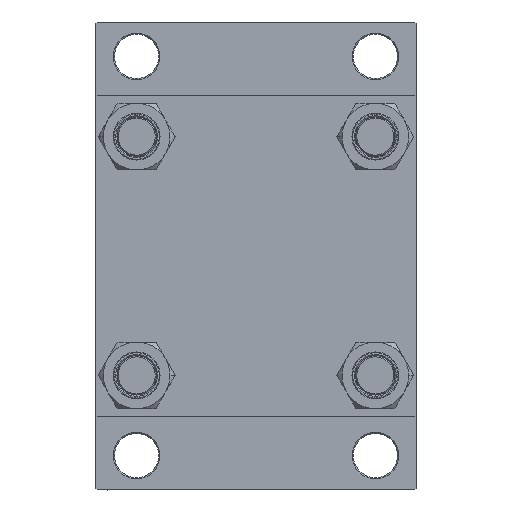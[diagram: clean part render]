
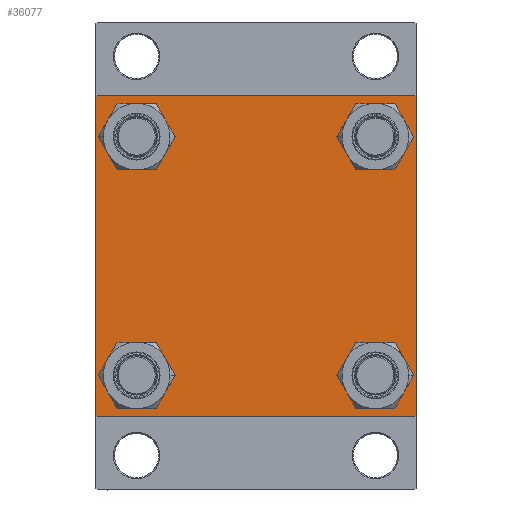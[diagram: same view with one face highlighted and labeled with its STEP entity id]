
A CAD part, left-side view. The second image highlights one B-rep face of the part: STEP entity #36077.
In plain terms, the highlighted planar face has unit normal (-1, 0, 0).
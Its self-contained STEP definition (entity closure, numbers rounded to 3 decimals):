
#376 = EDGE_CURVE ( 'NONE', #4081, #19122, #35342, .T. ) ;
#1823 = ORIENTED_EDGE ( 'NONE', *, *, #31239, .T. ) ;
#2490 = DIRECTION ( 'NONE',  ( 0., 0., 1. ) ) ;
#2872 = EDGE_CURVE ( 'NONE', #22907, #39494, #36222, .T. ) ;
#3103 = CARTESIAN_POINT ( 'NONE',  ( 0., -48.45, 48.45 ) ) ;
#3420 = CARTESIAN_POINT ( 'NONE',  ( 0., -48.45, -56.95 ) ) ;
#4081 = VERTEX_POINT ( 'NONE', #38027 ) ;
#4508 = CARTESIAN_POINT ( 'NONE',  ( 0., 48.45, 48.45 ) ) ;
#5230 = EDGE_CURVE ( 'NONE', #39499, #8595, #31403, .T. ) ;
#5274 = DIRECTION ( 'NONE',  ( 0., -1., 0. ) ) ;
#5766 = CARTESIAN_POINT ( 'NONE',  ( 0., 64.75, -64.75 ) ) ;
#6336 = EDGE_CURVE ( 'NONE', #16380, #20544, #27253, .T. ) ;
#6515 = AXIS2_PLACEMENT_3D ( 'NONE', #43906, #36919, #21946 ) ;
#6516 = DIRECTION ( 'NONE',  ( 0., -1., 0. ) ) ;
#6743 = LINE ( 'NONE', #39603, #46379 ) ;
#6964 = DIRECTION ( 'NONE',  ( -1., 0., 0. ) ) ;
#7046 = CARTESIAN_POINT ( 'NONE',  ( 0., 65., -64.5 ) ) ;
#7366 = DIRECTION ( 'NONE',  ( 0., 0.707, 0.707 ) ) ;
#7530 = CARTESIAN_POINT ( 'NONE',  ( 0., -64.75, -64.75 ) ) ;
#8024 = ORIENTED_EDGE ( 'NONE', *, *, #2872, .T. ) ;
#8055 = EDGE_LOOP ( 'NONE', ( #12880, #14303 ) ) ;
#8076 = LINE ( 'NONE', #29804, #27126 ) ;
#8133 = DIRECTION ( 'NONE',  ( 1., 0., 0. ) ) ;
#8595 = VERTEX_POINT ( 'NONE', #42614 ) ;
#9397 = FACE_BOUND ( 'NONE', #10089, .T. ) ;
#9858 = AXIS2_PLACEMENT_3D ( 'NONE', #40279, #6964, #14442 ) ;
#10026 = CIRCLE ( 'NONE', #13135, 8.5 ) ;
#10089 = EDGE_LOOP ( 'NONE', ( #40910, #43807 ) ) ;
#10592 = AXIS2_PLACEMENT_3D ( 'NONE', #35064, #23958, #13343 ) ;
#10633 = DIRECTION ( 'NONE',  ( 1., 0., 0. ) ) ;
#10768 = CARTESIAN_POINT ( 'NONE',  ( 0., -64.75, 64.75 ) ) ;
#11523 = EDGE_LOOP ( 'NONE', ( #32420, #42804 ) ) ;
#12820 = VERTEX_POINT ( 'NONE', #21090 ) ;
#12880 = ORIENTED_EDGE ( 'NONE', *, *, #45290, .T. ) ;
#13065 = VERTEX_POINT ( 'NONE', #44463 ) ;
#13135 = AXIS2_PLACEMENT_3D ( 'NONE', #36051, #20846, #2490 ) ;
#13343 = DIRECTION ( 'NONE',  ( 0., 0., 1. ) ) ;
#13767 = CARTESIAN_POINT ( 'NONE',  ( 0., -65., -64.5 ) ) ;
#14263 = DIRECTION ( 'NONE',  ( 0., 0., 1. ) ) ;
#14291 = EDGE_CURVE ( 'NONE', #20894, #39728, #26374, .T. ) ;
#14303 = ORIENTED_EDGE ( 'NONE', *, *, #5230, .T. ) ;
#14442 = DIRECTION ( 'NONE',  ( 0., 0., 1. ) ) ;
#14531 = AXIS2_PLACEMENT_3D ( 'NONE', #27503, #27038, #46081 ) ;
#14852 = DIRECTION ( 'NONE',  ( 0., 0.707, -0.707 ) ) ;
#15261 = CARTESIAN_POINT ( 'NONE',  ( 0., -65., 65. ) ) ;
#15262 = CIRCLE ( 'NONE', #42257, 8.5 ) ;
#16380 = VERTEX_POINT ( 'NONE', #44618 ) ;
#16803 = CARTESIAN_POINT ( 'NONE',  ( 0., -64.5, -65. ) ) ;
#17594 = DIRECTION ( 'NONE',  ( 1., 0., 0. ) ) ;
#18140 = CARTESIAN_POINT ( 'NONE',  ( 0., -48.45, 56.95 ) ) ;
#18324 = CARTESIAN_POINT ( 'NONE',  ( 0., 64.5, 65. ) ) ;
#19122 = VERTEX_POINT ( 'NONE', #18140 ) ;
#19576 = EDGE_CURVE ( 'NONE', #26594, #12820, #44075, .T. ) ;
#19826 = EDGE_CURVE ( 'NONE', #33488, #22907, #8076, .T. ) ;
#19921 = CIRCLE ( 'NONE', #32258, 8.5 ) ;
#20013 = VERTEX_POINT ( 'NONE', #21978 ) ;
#20351 = ORIENTED_EDGE ( 'NONE', *, *, #19826, .T. ) ;
#20544 = VERTEX_POINT ( 'NONE', #16803 ) ;
#20789 = ORIENTED_EDGE ( 'NONE', *, *, #37083, .T. ) ;
#20846 = DIRECTION ( 'NONE',  ( 1., 0., 0. ) ) ;
#20894 = VERTEX_POINT ( 'NONE', #38026 ) ;
#20940 = CARTESIAN_POINT ( 'NONE',  ( 0., 48.45, -56.95 ) ) ;
#21090 = CARTESIAN_POINT ( 'NONE',  ( 0., 48.45, -39.95 ) ) ;
#21439 = VECTOR ( 'NONE', #7366, 1000. ) ;
#21946 = DIRECTION ( 'NONE',  ( 0., 0., 1. ) ) ;
#21978 = CARTESIAN_POINT ( 'NONE',  ( 0., -64.5, 65. ) ) ;
#22574 = VERTEX_POINT ( 'NONE', #37158 ) ;
#22907 = VERTEX_POINT ( 'NONE', #42502 ) ;
#23033 = EDGE_CURVE ( 'NONE', #33488, #20013, #6743, .T. ) ;
#23268 = AXIS2_PLACEMENT_3D ( 'NONE', #47301, #36215, #40303 ) ;
#23449 = ORIENTED_EDGE ( 'NONE', *, *, #23033, .F. ) ;
#23854 = VECTOR ( 'NONE', #37250, 1000. ) ;
#23958 = DIRECTION ( 'NONE',  ( 1., 0., 0. ) ) ;
#24125 = FACE_BOUND ( 'NONE', #8055, .T. ) ;
#25226 = VECTOR ( 'NONE', #37005, 1000. ) ;
#25562 = FACE_BOUND ( 'NONE', #11523, .T. ) ;
#26374 = LINE ( 'NONE', #15261, #23854 ) ;
#26594 = VERTEX_POINT ( 'NONE', #20940 ) ;
#27038 = DIRECTION ( 'NONE',  ( 1., 0., 0. ) ) ;
#27126 = VECTOR ( 'NONE', #14852, 1000. ) ;
#27253 = LINE ( 'NONE', #42215, #34504 ) ;
#27503 = CARTESIAN_POINT ( 'NONE',  ( 0., -48.45, 48.45 ) ) ;
#28299 = CIRCLE ( 'NONE', #41433, 8.5 ) ;
#29418 = PLANE ( 'NONE',  #9858 ) ;
#29499 = EDGE_CURVE ( 'NONE', #22574, #13065, #34264, .T. ) ;
#29511 = ORIENTED_EDGE ( 'NONE', *, *, #34597, .T. ) ;
#29804 = CARTESIAN_POINT ( 'NONE',  ( 0., 64.75, 64.75 ) ) ;
#31239 = EDGE_CURVE ( 'NONE', #39494, #16380, #42722, .T. ) ;
#31403 = CIRCLE ( 'NONE', #10592, 8.5 ) ;
#31603 = FACE_BOUND ( 'NONE', #44337, .T. ) ;
#32258 = AXIS2_PLACEMENT_3D ( 'NONE', #3103, #17594, #43194 ) ;
#32420 = ORIENTED_EDGE ( 'NONE', *, *, #29499, .T. ) ;
#32790 = FACE_OUTER_BOUND ( 'NONE', #35637, .T. ) ;
#33250 = ORIENTED_EDGE ( 'NONE', *, *, #14291, .F. ) ;
#33488 = VERTEX_POINT ( 'NONE', #18324 ) ;
#34264 = CIRCLE ( 'NONE', #6515, 8.5 ) ;
#34317 = EDGE_CURVE ( 'NONE', #13065, #22574, #28299, .T. ) ;
#34504 = VECTOR ( 'NONE', #5274, 1000. ) ;
#34597 = EDGE_CURVE ( 'NONE', #20544, #39728, #40606, .T. ) ;
#35064 = CARTESIAN_POINT ( 'NONE',  ( 0., -48.45, -48.45 ) ) ;
#35342 = CIRCLE ( 'NONE', #14531, 8.5 ) ;
#35637 = EDGE_LOOP ( 'NONE', ( #8024, #1823, #39903, #29511, #33250, #20789, #23449, #20351 ) ) ;
#36051 = CARTESIAN_POINT ( 'NONE',  ( 0., -48.45, -48.45 ) ) ;
#36077 = ADVANCED_FACE ( 'NONE', ( #9397, #24125, #31603, #25562, #32790 ), #29418, .T. ) ;
#36215 = DIRECTION ( 'NONE',  ( 1., 0., 0. ) ) ;
#36222 = LINE ( 'NONE', #40310, #45370 ) ;
#36689 = VECTOR ( 'NONE', #38862, 1000. ) ;
#36840 = LINE ( 'NONE', #10768, #21439 ) ;
#36919 = DIRECTION ( 'NONE',  ( 1., 0., 0. ) ) ;
#37005 = DIRECTION ( 'NONE',  ( 0., -0.707, 0.707 ) ) ;
#37052 = ORIENTED_EDGE ( 'NONE', *, *, #40500, .T. ) ;
#37083 = EDGE_CURVE ( 'NONE', #20894, #20013, #36840, .T. ) ;
#37158 = CARTESIAN_POINT ( 'NONE',  ( 0., 48.45, 56.95 ) ) ;
#37250 = DIRECTION ( 'NONE',  ( 0., 0., -1. ) ) ;
#37358 = DIRECTION ( 'NONE',  ( 0., 0., 1. ) ) ;
#37525 = EDGE_CURVE ( 'NONE', #19122, #4081, #19921, .T. ) ;
#38026 = CARTESIAN_POINT ( 'NONE',  ( 0., -65., 64.5 ) ) ;
#38027 = CARTESIAN_POINT ( 'NONE',  ( 0., -48.45, 39.95 ) ) ;
#38862 = DIRECTION ( 'NONE',  ( 0., -0.707, -0.707 ) ) ;
#39494 = VERTEX_POINT ( 'NONE', #7046 ) ;
#39499 = VERTEX_POINT ( 'NONE', #3420 ) ;
#39603 = CARTESIAN_POINT ( 'NONE',  ( 0., 65., 65. ) ) ;
#39728 = VERTEX_POINT ( 'NONE', #13767 ) ;
#39903 = ORIENTED_EDGE ( 'NONE', *, *, #6336, .T. ) ;
#40279 = CARTESIAN_POINT ( 'NONE',  ( 0., 0., 0. ) ) ;
#40303 = DIRECTION ( 'NONE',  ( 0., 0., 1. ) ) ;
#40310 = CARTESIAN_POINT ( 'NONE',  ( 0., 65., 65. ) ) ;
#40500 = EDGE_CURVE ( 'NONE', #12820, #26594, #15262, .T. ) ;
#40541 = DIRECTION ( 'NONE',  ( 0., 0., -1. ) ) ;
#40606 = LINE ( 'NONE', #7530, #25226 ) ;
#40910 = ORIENTED_EDGE ( 'NONE', *, *, #37525, .T. ) ;
#41433 = AXIS2_PLACEMENT_3D ( 'NONE', #4508, #8133, #37358 ) ;
#42215 = CARTESIAN_POINT ( 'NONE',  ( 0., 65., -65. ) ) ;
#42257 = AXIS2_PLACEMENT_3D ( 'NONE', #47328, #10633, #14263 ) ;
#42502 = CARTESIAN_POINT ( 'NONE',  ( 0., 65., 64.5 ) ) ;
#42614 = CARTESIAN_POINT ( 'NONE',  ( 0., -48.45, -39.95 ) ) ;
#42722 = LINE ( 'NONE', #5766, #36689 ) ;
#42804 = ORIENTED_EDGE ( 'NONE', *, *, #34317, .T. ) ;
#43194 = DIRECTION ( 'NONE',  ( 0., 0., 1. ) ) ;
#43807 = ORIENTED_EDGE ( 'NONE', *, *, #376, .T. ) ;
#43906 = CARTESIAN_POINT ( 'NONE',  ( 0., 48.45, 48.45 ) ) ;
#44075 = CIRCLE ( 'NONE', #23268, 8.5 ) ;
#44337 = EDGE_LOOP ( 'NONE', ( #37052, #46711 ) ) ;
#44463 = CARTESIAN_POINT ( 'NONE',  ( 0., 48.45, 39.95 ) ) ;
#44618 = CARTESIAN_POINT ( 'NONE',  ( 0., 64.5, -65. ) ) ;
#45290 = EDGE_CURVE ( 'NONE', #8595, #39499, #10026, .T. ) ;
#45370 = VECTOR ( 'NONE', #40541, 1000. ) ;
#46081 = DIRECTION ( 'NONE',  ( 0., 0., 1. ) ) ;
#46379 = VECTOR ( 'NONE', #6516, 1000. ) ;
#46711 = ORIENTED_EDGE ( 'NONE', *, *, #19576, .T. ) ;
#47301 = CARTESIAN_POINT ( 'NONE',  ( 0., 48.45, -48.45 ) ) ;
#47328 = CARTESIAN_POINT ( 'NONE',  ( 0., 48.45, -48.45 ) ) ;
